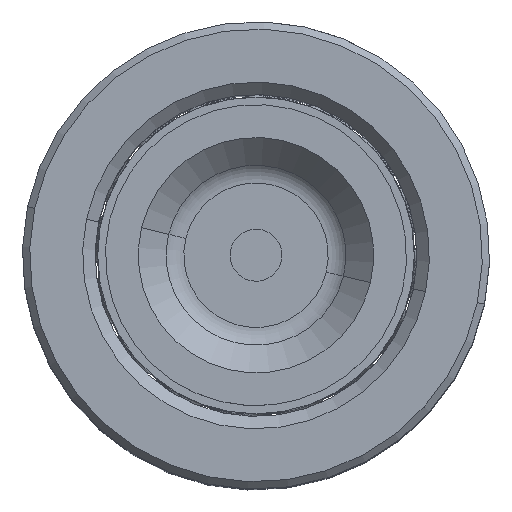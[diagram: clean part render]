
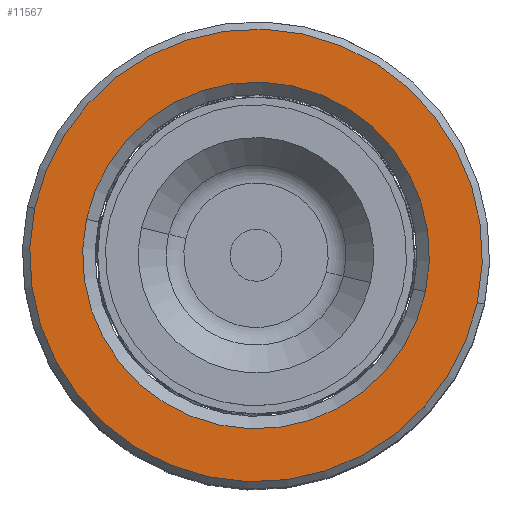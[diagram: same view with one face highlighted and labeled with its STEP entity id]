
A CAD part, top view. The second image highlights one B-rep face of the part: STEP entity #11567.
In plain terms, the highlighted planar face has unit normal (0, 0, 1).
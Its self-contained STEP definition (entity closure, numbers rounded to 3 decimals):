
#297 = AXIS2_PLACEMENT_3D ( 'NONE', #12083, #25717, #23033 ) ;
#1304 = CARTESIAN_POINT ( 'NONE',  ( 21.8, 0., 60. ) ) ;
#1579 = CARTESIAN_POINT ( 'NONE',  ( 0., 0., 60. ) ) ;
#1764 = DIRECTION ( 'NONE',  ( 1., 0., 0. ) ) ;
#3564 = CARTESIAN_POINT ( 'NONE',  ( -16.7, 0., 60. ) ) ;
#4294 = VERTEX_POINT ( 'NONE', #1304 ) ;
#4384 = DIRECTION ( 'NONE',  ( 1., 0., 0. ) ) ;
#4987 = AXIS2_PLACEMENT_3D ( 'NONE', #29389, #12303, #12549 ) ;
#6421 = FACE_OUTER_BOUND ( 'NONE', #18662, .T. ) ;
#10523 = DIRECTION ( 'NONE',  ( 0., 0., -1. ) ) ;
#11444 = ORIENTED_EDGE ( 'NONE', *, *, #11859, .T. ) ;
#11567 = ADVANCED_FACE ( 'NONE', ( #6421, #31117 ), #12186, .T. ) ;
#11859 = EDGE_CURVE ( 'NONE', #35124, #4294, #34999, .T. ) ;
#12083 = CARTESIAN_POINT ( 'NONE',  ( 0., 0., 60. ) ) ;
#12186 = PLANE ( 'NONE',  #4987 ) ;
#12303 = DIRECTION ( 'NONE',  ( 0., 0., 1. ) ) ;
#12549 = DIRECTION ( 'NONE',  ( 1., 0., 0. ) ) ;
#14464 = ORIENTED_EDGE ( 'NONE', *, *, #25995, .T. ) ;
#15169 = CARTESIAN_POINT ( 'NONE',  ( 16.7, 0., 60. ) ) ;
#15628 = CARTESIAN_POINT ( 'NONE',  ( -21.8, 0., 60. ) ) ;
#18662 = EDGE_LOOP ( 'NONE', ( #11444, #20685 ) ) ;
#19486 = CIRCLE ( 'NONE', #297, 16.7 ) ;
#20685 = ORIENTED_EDGE ( 'NONE', *, *, #21079, .T. ) ;
#21079 = EDGE_CURVE ( 'NONE', #4294, #35124, #27234, .T. ) ;
#21135 = EDGE_LOOP ( 'NONE', ( #25854, #14464 ) ) ;
#21268 = DIRECTION ( 'NONE',  ( 0., 0., 1. ) ) ;
#21924 = DIRECTION ( 'NONE',  ( 1., 0., 0. ) ) ;
#23033 = DIRECTION ( 'NONE',  ( 1., 0., 0. ) ) ;
#23156 = AXIS2_PLACEMENT_3D ( 'NONE', #26820, #21268, #1764 ) ;
#23577 = CIRCLE ( 'NONE', #35304, 16.7 ) ;
#24746 = CARTESIAN_POINT ( 'NONE',  ( 0., 0., 60. ) ) ;
#25717 = DIRECTION ( 'NONE',  ( 0., 0., -1. ) ) ;
#25854 = ORIENTED_EDGE ( 'NONE', *, *, #31084, .T. ) ;
#25995 = EDGE_CURVE ( 'NONE', #29351, #31848, #23577, .T. ) ;
#26820 = CARTESIAN_POINT ( 'NONE',  ( 0., 0., 60. ) ) ;
#27234 = CIRCLE ( 'NONE', #28558, 21.8 ) ;
#28558 = AXIS2_PLACEMENT_3D ( 'NONE', #24746, #30558, #21924 ) ;
#29351 = VERTEX_POINT ( 'NONE', #3564 ) ;
#29389 = CARTESIAN_POINT ( 'NONE',  ( 0., 0., 60. ) ) ;
#30558 = DIRECTION ( 'NONE',  ( 0., 0., 1. ) ) ;
#31084 = EDGE_CURVE ( 'NONE', #31848, #29351, #19486, .T. ) ;
#31117 = FACE_BOUND ( 'NONE', #21135, .T. ) ;
#31848 = VERTEX_POINT ( 'NONE', #15169 ) ;
#34999 = CIRCLE ( 'NONE', #23156, 21.8 ) ;
#35124 = VERTEX_POINT ( 'NONE', #15628 ) ;
#35304 = AXIS2_PLACEMENT_3D ( 'NONE', #1579, #10523, #4384 ) ;
